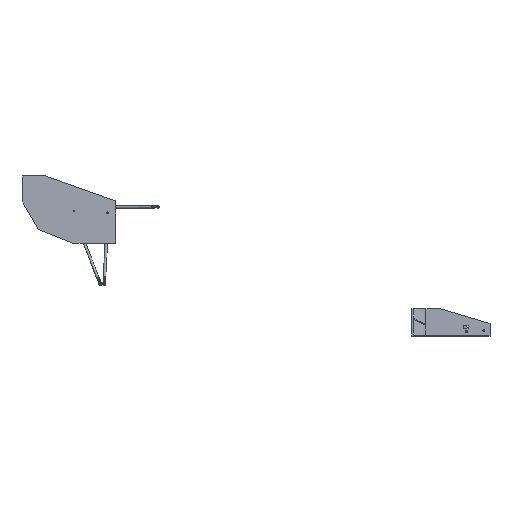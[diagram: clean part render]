
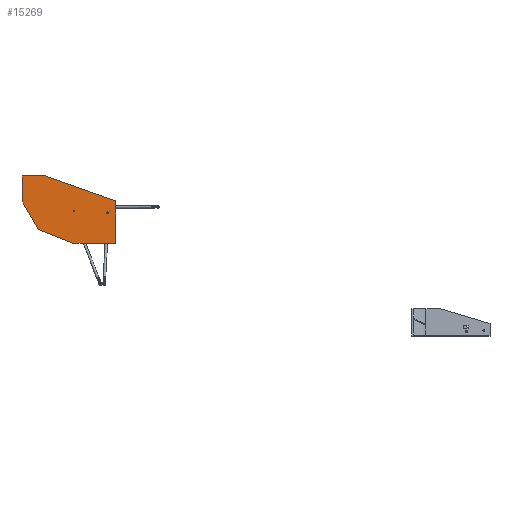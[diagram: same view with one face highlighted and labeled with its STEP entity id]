
A CAD part, front view. The second image highlights one B-rep face of the part: STEP entity #15269.
In plain terms, the highlighted planar face has unit normal (0, -1, 0).
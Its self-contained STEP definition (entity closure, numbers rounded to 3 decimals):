
#1329=FACE_BOUND('',#3183,.T.);
#1330=FACE_BOUND('',#3184,.T.);
#1564=PLANE('',#18215);
#2247=FACE_OUTER_BOUND('',#3182,.T.);
#3182=EDGE_LOOP('',(#12894,#12895,#12896,#12897,#12898,#12899,#12900));
#3183=EDGE_LOOP('',(#12901));
#3184=EDGE_LOOP('',(#12902));
#4203=LINE('',#27815,#5106);
#4204=LINE('',#27817,#5107);
#4205=LINE('',#27819,#5108);
#4206=LINE('',#27821,#5109);
#4207=LINE('',#27823,#5110);
#4208=LINE('',#27825,#5111);
#4209=LINE('',#27826,#5112);
#5106=VECTOR('',#22492,10.);
#5107=VECTOR('',#22493,10.);
#5108=VECTOR('',#22494,10.);
#5109=VECTOR('',#22495,10.);
#5110=VECTOR('',#22496,10.);
#5111=VECTOR('',#22497,10.);
#5112=VECTOR('',#22498,10.);
#6145=CIRCLE('',#18210,4.5);
#6147=CIRCLE('',#18213,4.5);
#7437=VERTEX_POINT('',#27801);
#7439=VERTEX_POINT('',#27807);
#7441=VERTEX_POINT('',#27813);
#7442=VERTEX_POINT('',#27814);
#7443=VERTEX_POINT('',#27816);
#7444=VERTEX_POINT('',#27818);
#7445=VERTEX_POINT('',#27820);
#7446=VERTEX_POINT('',#27822);
#7447=VERTEX_POINT('',#27824);
#9333=EDGE_CURVE('',#7437,#7437,#6145,.T.);
#9336=EDGE_CURVE('',#7439,#7439,#6147,.T.);
#9339=EDGE_CURVE('',#7441,#7442,#4203,.T.);
#9340=EDGE_CURVE('',#7442,#7443,#4204,.T.);
#9341=EDGE_CURVE('',#7443,#7444,#4205,.T.);
#9342=EDGE_CURVE('',#7444,#7445,#4206,.T.);
#9343=EDGE_CURVE('',#7445,#7446,#4207,.T.);
#9344=EDGE_CURVE('',#7446,#7447,#4208,.T.);
#9345=EDGE_CURVE('',#7447,#7441,#4209,.T.);
#12894=ORIENTED_EDGE('',*,*,#9339,.T.);
#12895=ORIENTED_EDGE('',*,*,#9340,.T.);
#12896=ORIENTED_EDGE('',*,*,#9341,.T.);
#12897=ORIENTED_EDGE('',*,*,#9342,.T.);
#12898=ORIENTED_EDGE('',*,*,#9343,.T.);
#12899=ORIENTED_EDGE('',*,*,#9344,.T.);
#12900=ORIENTED_EDGE('',*,*,#9345,.T.);
#12901=ORIENTED_EDGE('',*,*,#9333,.T.);
#12902=ORIENTED_EDGE('',*,*,#9336,.T.);
#15269=ADVANCED_FACE('',(#2247,#1329,#1330),#1564,.T.);
#18210=AXIS2_PLACEMENT_3D('',#27802,#22478,#22479);
#18213=AXIS2_PLACEMENT_3D('',#27808,#22485,#22486);
#18215=AXIS2_PLACEMENT_3D('',#27812,#22490,#22491);
#22478=DIRECTION('center_axis',(0.,1.,0.));
#22479=DIRECTION('ref_axis',(-1.,0.,0.));
#22485=DIRECTION('center_axis',(0.,1.,0.));
#22486=DIRECTION('ref_axis',(-1.,0.,0.));
#22490=DIRECTION('center_axis',(0.,-1.,0.));
#22491=DIRECTION('ref_axis',(0.,0.,-1.));
#22492=DIRECTION('',(0.931,0.,-0.366));
#22493=DIRECTION('',(1.,0.,0.));
#22494=DIRECTION('',(0.,0.,1.));
#22495=DIRECTION('',(-0.942,0.,0.335));
#22496=DIRECTION('',(-1.,0.,0.));
#22497=DIRECTION('',(0.,0.,-1.));
#22498=DIRECTION('',(0.5,0.,-0.866));
#27801=CARTESIAN_POINT('',(-242.97,-3.,17.183));
#27802=CARTESIAN_POINT('Origin',(-247.47,-3.,17.183));
#27807=CARTESIAN_POINT('',(-28.303,-3.,5.214));
#27808=CARTESIAN_POINT('Origin',(-32.803,-3.,5.214));
#27812=CARTESIAN_POINT('Origin',(-275.771,-3.,19.058));
#27813=CARTESIAN_POINT('',(-474.115,-3.,-103.397));
#27814=CARTESIAN_POINT('',(-254.115,-3.,-190.));
#27815=CARTESIAN_POINT('',(-474.115,-3.,-103.397));
#27816=CARTESIAN_POINT('',(20.,-3.,-190.));
#27817=CARTESIAN_POINT('',(-254.115,-3.,-190.));
#27818=CARTESIAN_POINT('',(20.,-3.,80.));
#27819=CARTESIAN_POINT('',(20.,-3.,-190.));
#27820=CARTESIAN_POINT('',(-430.,-3.,240.));
#27821=CARTESIAN_POINT('',(20.,-3.,80.));
#27822=CARTESIAN_POINT('',(-580.,-3.,240.));
#27823=CARTESIAN_POINT('',(-430.,-3.,240.));
#27824=CARTESIAN_POINT('',(-580.,-3.,80.));
#27825=CARTESIAN_POINT('',(-580.,-3.,240.));
#27826=CARTESIAN_POINT('',(-580.,-3.,80.));
